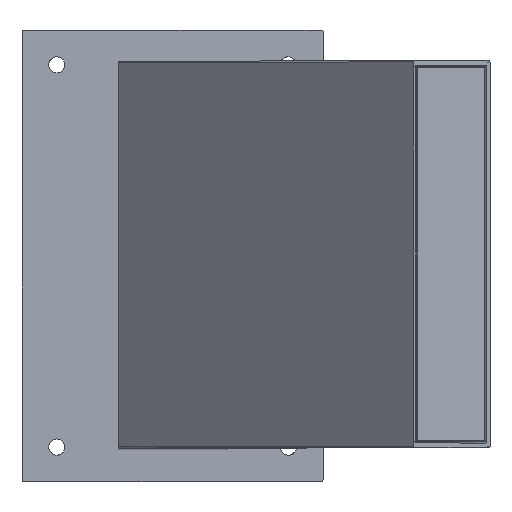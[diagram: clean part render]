
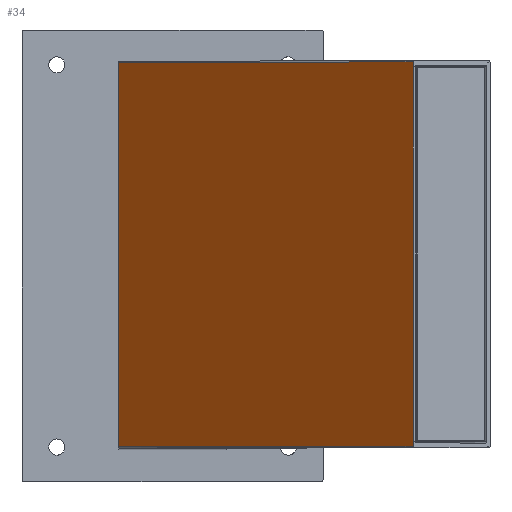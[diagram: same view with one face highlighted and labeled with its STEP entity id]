
A CAD part, top view. The second image highlights one B-rep face of the part: STEP entity #34.
In plain terms, the highlighted planar face has unit normal (-0.707, 0, 0.707).
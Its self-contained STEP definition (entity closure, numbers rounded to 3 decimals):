
#34=ADVANCED_FACE($,(#96),#800,.T.);
#96=FACE_OUTER_BOUND($,#158,.T.);
#158=EDGE_LOOP($,(#230,#231,#232,#233));
#230=ORIENTED_EDGE($,*,*,#507,.F.);
#231=ORIENTED_EDGE($,*,*,#506,.F.);
#232=ORIENTED_EDGE($,*,*,#505,.F.);
#233=ORIENTED_EDGE($,*,*,#504,.F.);
#504=EDGE_CURVE($,#662,#663,#870,.T.);
#505=EDGE_CURVE($,#663,#664,#871,.T.);
#506=EDGE_CURVE($,#664,#665,#872,.T.);
#507=EDGE_CURVE($,#665,#662,#873,.T.);
#662=VERTEX_POINT($,#1322);
#663=VERTEX_POINT($,#1323);
#664=VERTEX_POINT($,#1324);
#665=VERTEX_POINT($,#1325);
#800=PLANE($,#1068);
#870=B_SPLINE_CURVE_WITH_KNOTS($,1,(#1121,#1122),.UNSPECIFIED.,.F.,.F.,(2,
2),(-166.,0.),.UNSPECIFIED.);
#871=B_SPLINE_CURVE_WITH_KNOTS($,1,(#1123,#1124),.UNSPECIFIED.,.F.,.F.,(2,
2),(0.,136.532),.UNSPECIFIED.);
#872=B_SPLINE_CURVE_WITH_KNOTS($,1,(#1125,#1126),.UNSPECIFIED.,.F.,.F.,(2,
2),(0.,166.),.UNSPECIFIED.);
#873=B_SPLINE_CURVE_WITH_KNOTS($,1,(#1127,#1128),.UNSPECIFIED.,.F.,.F.,(2,
2),(-136.532,0.),.UNSPECIFIED.);
#1068=AXIS2_PLACEMENT_3D($,#1265,#1094,$);
#1094=DIRECTION($,(-0.707,0.,0.707));
#1121=CARTESIAN_POINT($,(-23.466,-83.05,362.96));
#1122=CARTESIAN_POINT($,(-23.466,82.95,362.96));
#1123=CARTESIAN_POINT($,(-23.466,82.95,362.96));
#1124=CARTESIAN_POINT($,(103.813,82.95,490.239));
#1125=CARTESIAN_POINT($,(103.813,82.95,490.239));
#1126=CARTESIAN_POINT($,(103.813,-83.05,490.239));
#1127=CARTESIAN_POINT($,(103.813,-83.05,490.239));
#1128=CARTESIAN_POINT($,(-23.466,-83.05,362.96));
#1265=CARTESIAN_POINT($,(-23.466,-83.05,362.96));
#1322=CARTESIAN_POINT($,(-23.466,-83.05,362.96));
#1323=CARTESIAN_POINT($,(-23.466,82.95,362.96));
#1324=CARTESIAN_POINT($,(103.813,82.95,490.239));
#1325=CARTESIAN_POINT($,(103.813,-83.05,490.239));
